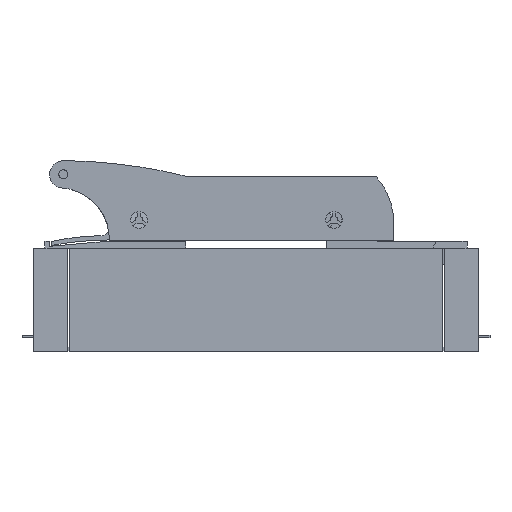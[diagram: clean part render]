
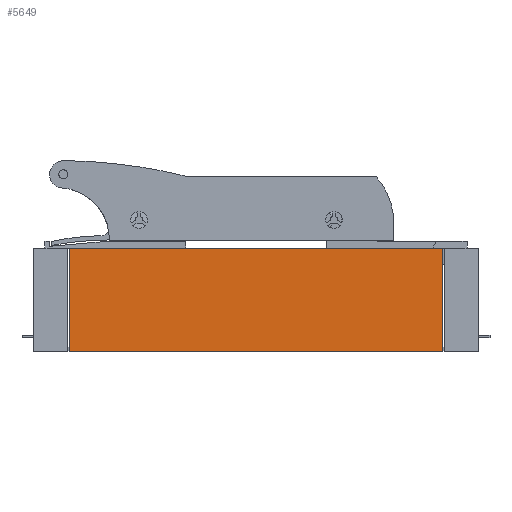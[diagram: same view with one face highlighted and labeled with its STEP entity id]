
A CAD part, left-side view. The second image highlights one B-rep face of the part: STEP entity #5649.
In plain terms, the highlighted planar face has unit normal (-1, 0, 0).
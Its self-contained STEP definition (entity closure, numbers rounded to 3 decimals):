
#5636=AXIS2_PLACEMENT_3D('Plane Axis2P3D',#5633,#5634,#5635) ;
#475=CARTESIAN_POINT('Vertex',(-25.,-81.5,25.)) ;
#496=CARTESIAN_POINT('Vertex',(-25.,-81.5,70.)) ;
#499=CARTESIAN_POINT('Line Origine',(-25.,-81.5,47.5)) ;
#3251=CARTESIAN_POINT('Line Origine',(-25.,81.5,47.5)) ;
#3255=CARTESIAN_POINT('Vertex',(-25.,81.5,25.)) ;
#3257=CARTESIAN_POINT('Vertex',(-25.,81.5,70.)) ;
#5599=CARTESIAN_POINT('Line Origine',(-25.,0.,70.)) ;
#5633=CARTESIAN_POINT('Axis2P3D Location',(-25.,0.,25.)) ;
#5638=CARTESIAN_POINT('Line Origine',(-25.,0.,25.)) ;
#500=DIRECTION('Vector Direction',(0.,0.,1.)) ;
#3252=DIRECTION('Vector Direction',(0.,0.,1.)) ;
#5600=DIRECTION('Vector Direction',(0.,-1.,0.)) ;
#5634=DIRECTION('Axis2P3D Direction',(1.,0.,-0.)) ;
#5635=DIRECTION('Axis2P3D XDirection',(0.,0.,1.)) ;
#5639=DIRECTION('Vector Direction',(0.,-1.,0.)) ;
#501=VECTOR('Line Direction',#500,1.) ;
#3253=VECTOR('Line Direction',#3252,1.) ;
#5601=VECTOR('Line Direction',#5600,1.) ;
#5640=VECTOR('Line Direction',#5639,1.) ;
#5644=ORIENTED_EDGE('',*,*,#3259,.F.) ;
#5645=ORIENTED_EDGE('',*,*,#5642,.F.) ;
#5646=ORIENTED_EDGE('',*,*,#503,.T.) ;
#5647=ORIENTED_EDGE('',*,*,#5603,.T.) ;
#5649=ADVANCED_FACE('Hauptkoerper nicht benutzen',(#5648),#5637,.F.) ;
#503=EDGE_CURVE('',#476,#497,#502,.T.) ;
#3259=EDGE_CURVE('',#3256,#3258,#3254,.T.) ;
#5603=EDGE_CURVE('',#497,#3258,#5602,.F.) ;
#5642=EDGE_CURVE('',#476,#3256,#5641,.F.) ;
#5643=EDGE_LOOP('',(#5644,#5645,#5646,#5647)) ;
#5648=FACE_OUTER_BOUND('',#5643,.T.) ;
#502=LINE('Line',#499,#501) ;
#3254=LINE('Line',#3251,#3253) ;
#5602=LINE('Line',#5599,#5601) ;
#5641=LINE('Line',#5638,#5640) ;
#5637=PLANE('Plane',#5636) ;
#476=VERTEX_POINT('',#475) ;
#497=VERTEX_POINT('',#496) ;
#3256=VERTEX_POINT('',#3255) ;
#3258=VERTEX_POINT('',#3257) ;
